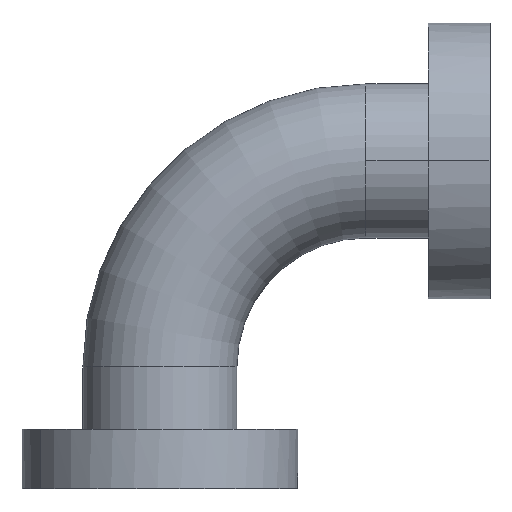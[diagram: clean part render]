
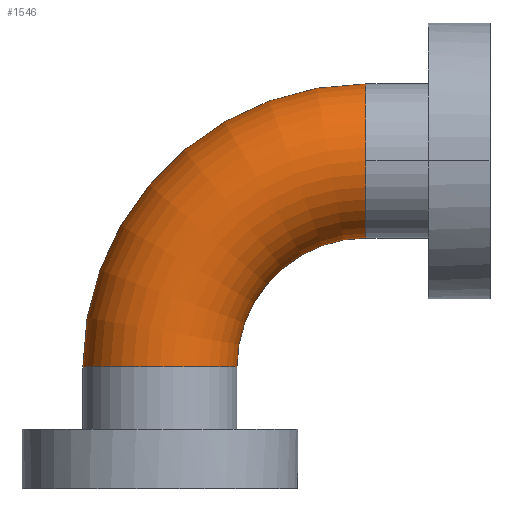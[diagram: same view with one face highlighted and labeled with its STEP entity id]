
A CAD part, top view. The second image highlights one B-rep face of the part: STEP entity #1546.
In plain terms, the highlighted toroidal (fillet/blend) face has major radius 25.4 mm and minor radius 9.5 mm.
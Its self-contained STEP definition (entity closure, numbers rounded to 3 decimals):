
#294 = AXIS2_PLACEMENT_3D ( 'NONE', #1370, #2698, #360 ) ;
#360 = DIRECTION ( 'NONE',  ( 0., 0., 1. ) ) ;
#381 = DIRECTION ( 'NONE',  ( 1., 0., 0. ) ) ;
#387 = DIRECTION ( 'NONE',  ( 1., 0., 0. ) ) ;
#421 = DIRECTION ( 'NONE',  ( 1., 0., 0. ) ) ;
#462 = CIRCLE ( 'NONE', #3212, 34.9 ) ;
#465 = CIRCLE ( 'NONE', #2538, 15.9 ) ;
#536 = EDGE_CURVE ( 'NONE', #1480, #3299, #1323, .T. ) ;
#619 = ORIENTED_EDGE ( 'NONE', *, *, #2691, .F. ) ;
#654 = CARTESIAN_POINT ( 'NONE',  ( -10.7, 10.7, 0. ) ) ;
#671 = CARTESIAN_POINT ( 'NONE',  ( -10.7, 10.7, 0. ) ) ;
#740 = TOROIDAL_SURFACE ( 'NONE', #2999, 25.4, 9.5 ) ;
#907 = AXIS2_PLACEMENT_3D ( 'NONE', #2622, #2429, #1227 ) ;
#927 = ORIENTED_EDGE ( 'NONE', *, *, #2138, .T. ) ;
#929 = CARTESIAN_POINT ( 'NONE',  ( -26.6, 10.7, 0. ) ) ;
#982 = EDGE_LOOP ( 'NONE', ( #1441, #1560, #927, #619, #3050 ) ) ;
#1020 = DIRECTION ( 'NONE',  ( 1., 0., 0. ) ) ;
#1227 = DIRECTION ( 'NONE',  ( 0., 0., 1. ) ) ;
#1245 = CIRCLE ( 'NONE', #907, 9.5 ) ;
#1323 = CIRCLE ( 'NONE', #294, 9.5 ) ;
#1344 = VERTEX_POINT ( 'NONE', #1576 ) ;
#1370 = CARTESIAN_POINT ( 'NONE',  ( -10.7, 36.1, 0. ) ) ;
#1397 = CIRCLE ( 'NONE', #1830, 9.5 ) ;
#1431 = EDGE_CURVE ( 'NONE', #3299, #1471, #1397, .T. ) ;
#1441 = ORIENTED_EDGE ( 'NONE', *, *, #536, .F. ) ;
#1471 = VERTEX_POINT ( 'NONE', #3115 ) ;
#1480 = VERTEX_POINT ( 'NONE', #2478 ) ;
#1495 = VERTEX_POINT ( 'NONE', #929 ) ;
#1546 = ADVANCED_FACE ( 'NONE', ( #3350 ), #740, .T. ) ;
#1560 = ORIENTED_EDGE ( 'NONE', *, *, #2519, .T. ) ;
#1576 = CARTESIAN_POINT ( 'NONE',  ( -45.6, 10.7, 0. ) ) ;
#1830 = AXIS2_PLACEMENT_3D ( 'NONE', #2433, #387, #2719 ) ;
#2138 = EDGE_CURVE ( 'NONE', #1344, #1495, #1245, .T. ) ;
#2184 = DIRECTION ( 'NONE',  ( 0., 0., 1. ) ) ;
#2429 = DIRECTION ( 'NONE',  ( 0., 1., 0. ) ) ;
#2433 = CARTESIAN_POINT ( 'NONE',  ( -10.7, 36.1, 0. ) ) ;
#2478 = CARTESIAN_POINT ( 'NONE',  ( -10.7, 45.6, 0. ) ) ;
#2519 = EDGE_CURVE ( 'NONE', #1480, #1344, #462, .T. ) ;
#2538 = AXIS2_PLACEMENT_3D ( 'NONE', #3089, #3108, #1020 ) ;
#2622 = CARTESIAN_POINT ( 'NONE',  ( -36.1, 10.7, 0. ) ) ;
#2691 = EDGE_CURVE ( 'NONE', #1471, #1495, #465, .T. ) ;
#2698 = DIRECTION ( 'NONE',  ( 1., 0., 0. ) ) ;
#2719 = DIRECTION ( 'NONE',  ( 0., 0., 1. ) ) ;
#2773 = DIRECTION ( 'NONE',  ( 0., 0., 1. ) ) ;
#2992 = CARTESIAN_POINT ( 'NONE',  ( -10.7, 36.1, 9.5 ) ) ;
#2999 = AXIS2_PLACEMENT_3D ( 'NONE', #671, #2773, #421 ) ;
#3050 = ORIENTED_EDGE ( 'NONE', *, *, #1431, .F. ) ;
#3089 = CARTESIAN_POINT ( 'NONE',  ( -10.7, 10.7, 0. ) ) ;
#3108 = DIRECTION ( 'NONE',  ( 0., 0., 1. ) ) ;
#3115 = CARTESIAN_POINT ( 'NONE',  ( -10.7, 26.6, 0. ) ) ;
#3212 = AXIS2_PLACEMENT_3D ( 'NONE', #654, #2184, #381 ) ;
#3299 = VERTEX_POINT ( 'NONE', #2992 ) ;
#3350 = FACE_OUTER_BOUND ( 'NONE', #982, .T. ) ;
